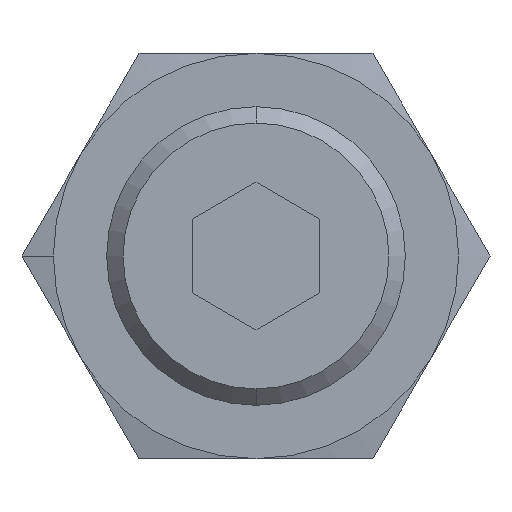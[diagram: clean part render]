
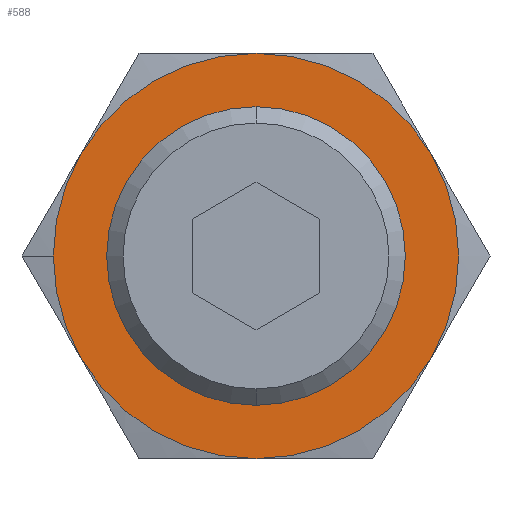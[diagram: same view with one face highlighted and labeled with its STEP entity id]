
A CAD part, front view. The second image highlights one B-rep face of the part: STEP entity #588.
In plain terms, the highlighted planar face has unit normal (0, -1, 0).
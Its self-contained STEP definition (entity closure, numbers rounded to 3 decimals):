
#3 = ORIENTED_EDGE ( 'NONE', *, *, #369, .F. ) ;
#21 = VERTEX_POINT ( 'NONE', #1121 ) ;
#22 = CARTESIAN_POINT ( 'NONE',  ( 0., -9., 7. ) ) ;
#79 = AXIS2_PLACEMENT_3D ( 'NONE', #250, #268, #370 ) ;
#88 = EDGE_LOOP ( 'NONE', ( #1136, #3 ) ) ;
#92 = AXIS2_PLACEMENT_3D ( 'NONE', #530, #1103, #1000 ) ;
#97 = CARTESIAN_POINT ( 'NONE',  ( 0., -9., 9.5 ) ) ;
#122 = CARTESIAN_POINT ( 'NONE',  ( 0., -9., -9.5 ) ) ;
#139 = AXIS2_PLACEMENT_3D ( 'NONE', #1177, #1188, #1234 ) ;
#151 = AXIS2_PLACEMENT_3D ( 'NONE', #1199, #1230, #1088 ) ;
#181 = CIRCLE ( 'NONE', #194, 9.5 ) ;
#194 = AXIS2_PLACEMENT_3D ( 'NONE', #1266, #1257, #1149 ) ;
#197 = AXIS2_PLACEMENT_3D ( 'NONE', #1255, #1118, #1242 ) ;
#198 = AXIS2_PLACEMENT_3D ( 'NONE', #663, #662, #654 ) ;
#250 = CARTESIAN_POINT ( 'NONE',  ( 0., -9., 0. ) ) ;
#258 = AXIS2_PLACEMENT_3D ( 'NONE', #541, #1166, #821 ) ;
#268 = DIRECTION ( 'NONE',  ( 0., -1., 0. ) ) ;
#286 = CIRCLE ( 'NONE', #198, 7. ) ;
#295 = CARTESIAN_POINT ( 'NONE',  ( -8.227, -9., -4.75 ) ) ;
#313 = CARTESIAN_POINT ( 'NONE',  ( 0., -9., -7. ) ) ;
#315 = CIRCLE ( 'NONE', #197, 9.5 ) ;
#352 = CIRCLE ( 'NONE', #258, 9.5 ) ;
#358 = ORIENTED_EDGE ( 'NONE', *, *, #948, .F. ) ;
#369 = EDGE_CURVE ( 'NONE', #758, #691, #286, .T. ) ;
#370 = DIRECTION ( 'NONE',  ( 0., 0., -1. ) ) ;
#399 = DIRECTION ( 'NONE',  ( 0., 0., -1. ) ) ;
#401 = DIRECTION ( 'NONE',  ( 0., 1., 0. ) ) ;
#422 = CARTESIAN_POINT ( 'NONE',  ( 0., -9., 0. ) ) ;
#472 = AXIS2_PLACEMENT_3D ( 'NONE', #571, #489, #484 ) ;
#484 = DIRECTION ( 'NONE',  ( 0., 0., -1. ) ) ;
#486 = CIRCLE ( 'NONE', #522, 9.5 ) ;
#489 = DIRECTION ( 'NONE',  ( 0., -1., 0. ) ) ;
#498 = PLANE ( 'NONE',  #472 ) ;
#507 = EDGE_LOOP ( 'NONE', ( #987, #358, #1262, #897, #657, #1180, #815 ) ) ;
#510 = CARTESIAN_POINT ( 'NONE',  ( 8.227, -9., -4.75 ) ) ;
#522 = AXIS2_PLACEMENT_3D ( 'NONE', #422, #401, #399 ) ;
#530 = CARTESIAN_POINT ( 'NONE',  ( 0., -9., 0. ) ) ;
#541 = CARTESIAN_POINT ( 'NONE',  ( 0., -9., 0. ) ) ;
#571 = CARTESIAN_POINT ( 'NONE',  ( 0., -9., 0. ) ) ;
#581 = VERTEX_POINT ( 'NONE', #510 ) ;
#588 = ADVANCED_FACE ( 'NONE', ( #1019, #1222 ), #498, .T. ) ;
#654 = DIRECTION ( 'NONE',  ( 0., 0., -1. ) ) ;
#657 = ORIENTED_EDGE ( 'NONE', *, *, #984, .F. ) ;
#662 = DIRECTION ( 'NONE',  ( 0., -1., 0. ) ) ;
#663 = CARTESIAN_POINT ( 'NONE',  ( 0., -9., 0. ) ) ;
#664 = EDGE_CURVE ( 'NONE', #1015, #21, #486, .T. ) ;
#691 = VERTEX_POINT ( 'NONE', #313 ) ;
#758 = VERTEX_POINT ( 'NONE', #22 ) ;
#815 = ORIENTED_EDGE ( 'NONE', *, *, #664, .F. ) ;
#821 = DIRECTION ( 'NONE',  ( 0., 0., -1. ) ) ;
#834 = CIRCLE ( 'NONE', #139, 9.5 ) ;
#862 = VERTEX_POINT ( 'NONE', #122 ) ;
#897 = ORIENTED_EDGE ( 'NONE', *, *, #968, .F. ) ;
#911 = VERTEX_POINT ( 'NONE', #97 ) ;
#913 = VERTEX_POINT ( 'NONE', #1170 ) ;
#919 = EDGE_CURVE ( 'NONE', #862, #1015, #352, .T. ) ;
#928 = VERTEX_POINT ( 'NONE', #1020 ) ;
#948 = EDGE_CURVE ( 'NONE', #581, #862, #315, .T. ) ;
#963 = EDGE_CURVE ( 'NONE', #913, #581, #181, .T. ) ;
#968 = EDGE_CURVE ( 'NONE', #911, #913, #1142, .T. ) ;
#984 = EDGE_CURVE ( 'NONE', #928, #911, #834, .T. ) ;
#987 = ORIENTED_EDGE ( 'NONE', *, *, #919, .F. ) ;
#995 = EDGE_CURVE ( 'NONE', #21, #928, #1211, .T. ) ;
#1000 = DIRECTION ( 'NONE',  ( 0., 0., -1. ) ) ;
#1014 = EDGE_CURVE ( 'NONE', #691, #758, #1022, .T. ) ;
#1015 = VERTEX_POINT ( 'NONE', #295 ) ;
#1019 = FACE_OUTER_BOUND ( 'NONE', #507, .T. ) ;
#1020 = CARTESIAN_POINT ( 'NONE',  ( -8.227, -9., 4.75 ) ) ;
#1022 = CIRCLE ( 'NONE', #79, 7. ) ;
#1088 = DIRECTION ( 'NONE',  ( 0., 0., -1. ) ) ;
#1103 = DIRECTION ( 'NONE',  ( 0., 1., 0. ) ) ;
#1118 = DIRECTION ( 'NONE',  ( 0., 1., 0. ) ) ;
#1121 = CARTESIAN_POINT ( 'NONE',  ( -9.5, -9., 0. ) ) ;
#1136 = ORIENTED_EDGE ( 'NONE', *, *, #1014, .F. ) ;
#1142 = CIRCLE ( 'NONE', #151, 9.5 ) ;
#1149 = DIRECTION ( 'NONE',  ( 0., 0., -1. ) ) ;
#1166 = DIRECTION ( 'NONE',  ( 0., 1., 0. ) ) ;
#1170 = CARTESIAN_POINT ( 'NONE',  ( 8.227, -9., 4.75 ) ) ;
#1177 = CARTESIAN_POINT ( 'NONE',  ( 0., -9., 0. ) ) ;
#1180 = ORIENTED_EDGE ( 'NONE', *, *, #995, .F. ) ;
#1188 = DIRECTION ( 'NONE',  ( 0., 1., 0. ) ) ;
#1199 = CARTESIAN_POINT ( 'NONE',  ( 0., -9., 0. ) ) ;
#1211 = CIRCLE ( 'NONE', #92, 9.5 ) ;
#1222 = FACE_BOUND ( 'NONE', #88, .T. ) ;
#1230 = DIRECTION ( 'NONE',  ( 0., 1., 0. ) ) ;
#1234 = DIRECTION ( 'NONE',  ( -1., 0., 0. ) ) ;
#1242 = DIRECTION ( 'NONE',  ( 0., 0., -1. ) ) ;
#1255 = CARTESIAN_POINT ( 'NONE',  ( 0., -9., 0. ) ) ;
#1257 = DIRECTION ( 'NONE',  ( 0., 1., 0. ) ) ;
#1262 = ORIENTED_EDGE ( 'NONE', *, *, #963, .F. ) ;
#1266 = CARTESIAN_POINT ( 'NONE',  ( 0., -9., 0. ) ) ;
